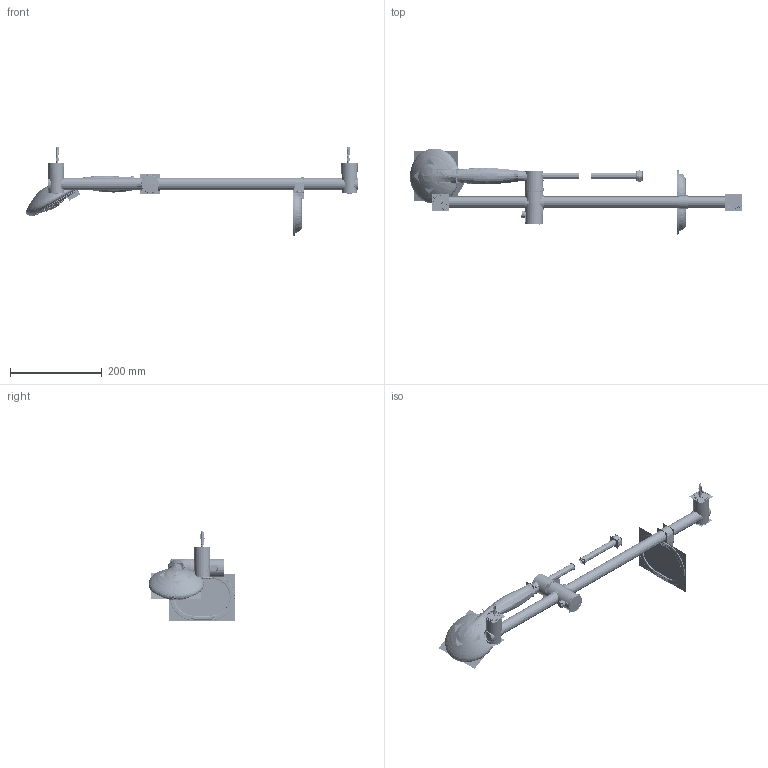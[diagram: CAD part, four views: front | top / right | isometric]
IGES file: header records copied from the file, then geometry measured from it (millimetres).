
Start section:  PTC IGES file: a45682.igs
Global section: file name: a45682.igs; native system: Creo Parametric by PTC Inc.; preprocessor: 2017380; author: gurkan.saylisoy; organization: Unknown; date: 20191126.082745; units: millimetre
Bounding box: 723.61 x 189.28 x 195 mm (x, y, z)
Surface area: 1614899.1 mm2 (no closed solid volume)
Topology: 0 solids, 0 shells, 14834 faces, 206735 edges, 272089 vertices
Faces by surface type: revolution 8212, bspline 6594, extrusion 28
